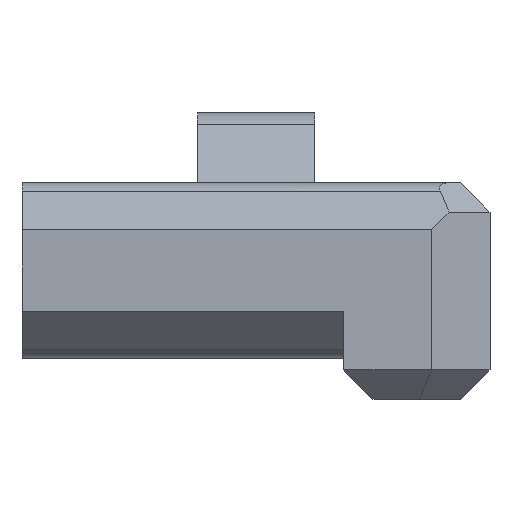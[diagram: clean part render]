
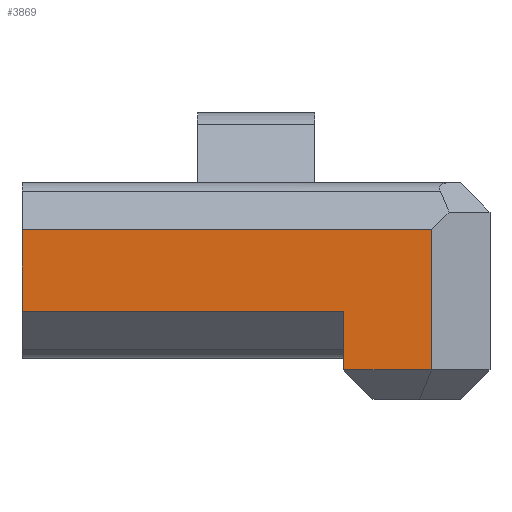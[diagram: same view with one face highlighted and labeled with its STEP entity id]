
A CAD part, left-side view. The second image highlights one B-rep face of the part: STEP entity #3869.
In plain terms, the highlighted planar face has unit normal (-1, 0, 0).
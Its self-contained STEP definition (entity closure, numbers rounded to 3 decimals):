
#55 = PLANE('',#56);
#56 = AXIS2_PLACEMENT_3D('',#57,#58,#59);
#57 = CARTESIAN_POINT('',(10.,40.,-22.));
#58 = DIRECTION('',(0.,1.,0.));
#59 = DIRECTION('',(1.,0.,0.));
#872 = VERTEX_POINT('',#873);
#873 = CARTESIAN_POINT('',(-20.,40.,7.));
#887 = PLANE('',#888);
#888 = AXIS2_PLACEMENT_3D('',#889,#890,#891);
#889 = CARTESIAN_POINT('',(-16.,40.,11.));
#890 = DIRECTION('',(-0.707,0.,0.707));
#891 = DIRECTION('',(0.,-1.,0.));
#899 = EDGE_CURVE('',#900,#872,#902,.T.);
#900 = VERTEX_POINT('',#901);
#901 = CARTESIAN_POINT('',(-20.,40.,-7.));
#902 = SURFACE_CURVE('',#903,(#907,#914),.PCURVE_S1.);
#903 = LINE('',#904,#905);
#904 = CARTESIAN_POINT('',(-20.,40.,-22.));
#905 = VECTOR('',#906,1.);
#906 = DIRECTION('',(0.,0.,1.));
#907 = PCURVE('',#55,#908);
#908 = DEFINITIONAL_REPRESENTATION('',(#909),#913);
#909 = LINE('',#910,#911);
#910 = CARTESIAN_POINT('',(-30.,0.));
#911 = VECTOR('',#912,1.);
#912 = DIRECTION('',(-0.,-1.));
#913 = ( GEOMETRIC_REPRESENTATION_CONTEXT(2) 
PARAMETRIC_REPRESENTATION_CONTEXT() REPRESENTATION_CONTEXT('2D SPACE',''
  ) );
#914 = PCURVE('',#915,#920);
#915 = PLANE('',#916);
#916 = AXIS2_PLACEMENT_3D('',#917,#918,#919);
#917 = CARTESIAN_POINT('',(-20.,40.,-22.));
#918 = DIRECTION('',(-1.,-0.,-0.));
#919 = DIRECTION('',(0.,1.,0.));
#920 = DEFINITIONAL_REPRESENTATION('',(#921),#925);
#921 = LINE('',#922,#923);
#922 = CARTESIAN_POINT('',(-0.,-0.));
#923 = VECTOR('',#924,1.);
#924 = DIRECTION('',(-0.,-1.));
#925 = ( GEOMETRIC_REPRESENTATION_CONTEXT(2) 
PARAMETRIC_REPRESENTATION_CONTEXT() REPRESENTATION_CONTEXT('2D SPACE',''
  ) );
#943 = PLANE('',#944);
#944 = AXIS2_PLACEMENT_3D('',#945,#946,#947);
#945 = CARTESIAN_POINT('',(-16.,-15.,-11.));
#946 = DIRECTION('',(-0.707,-0.,-0.707));
#947 = DIRECTION('',(0.,-1.,0.));
#3821 = EDGE_CURVE('',#872,#3822,#3824,.T.);
#3822 = VERTEX_POINT('',#3823);
#3823 = CARTESIAN_POINT('',(-20.,-30.,7.));
#3824 = SURFACE_CURVE('',#3825,(#3829,#3836),.PCURVE_S1.);
#3825 = LINE('',#3826,#3827);
#3826 = CARTESIAN_POINT('',(-20.,40.,7.));
#3827 = VECTOR('',#3828,1.);
#3828 = DIRECTION('',(-0.,-1.,-0.));
#3829 = PCURVE('',#887,#3830);
#3830 = DEFINITIONAL_REPRESENTATION('',(#3831),#3835);
#3831 = LINE('',#3832,#3833);
#3832 = CARTESIAN_POINT('',(0.,-5.657));
#3833 = VECTOR('',#3834,1.);
#3834 = DIRECTION('',(1.,0.));
#3835 = ( GEOMETRIC_REPRESENTATION_CONTEXT(2) 
PARAMETRIC_REPRESENTATION_CONTEXT() REPRESENTATION_CONTEXT('2D SPACE',''
  ) );
#3836 = PCURVE('',#915,#3837);
#3837 = DEFINITIONAL_REPRESENTATION('',(#3838),#3842);
#3838 = LINE('',#3839,#3840);
#3839 = CARTESIAN_POINT('',(-0.,-29.));
#3840 = VECTOR('',#3841,1.);
#3841 = DIRECTION('',(-1.,0.));
#3842 = ( GEOMETRIC_REPRESENTATION_CONTEXT(2) 
PARAMETRIC_REPRESENTATION_CONTEXT() REPRESENTATION_CONTEXT('2D SPACE',''
  ) );
#3858 = PLANE('',#3859);
#3859 = AXIS2_PLACEMENT_3D('',#3860,#3861,#3862);
#3860 = CARTESIAN_POINT('',(-20.,-30.,-22.));
#3861 = DIRECTION('',(-0.707,-0.707,-0.));
#3862 = DIRECTION('',(-0.707,0.707,0.));
#3869 = ADVANCED_FACE('',(#3870),#915,.T.);
#3870 = FACE_BOUND('',#3871,.F.);
#3871 = EDGE_LOOP('',(#3872,#3895,#3923,#3951,#3974,#3995,#3996));
#3872 = ORIENTED_EDGE('',*,*,#3873,.F.);
#3873 = EDGE_CURVE('',#3874,#3822,#3876,.T.);
#3874 = VERTEX_POINT('',#3875);
#3875 = CARTESIAN_POINT('',(-20.,-30.,-17.));
#3876 = SURFACE_CURVE('',#3877,(#3881,#3888),.PCURVE_S1.);
#3877 = LINE('',#3878,#3879);
#3878 = CARTESIAN_POINT('',(-20.,-30.,-22.));
#3879 = VECTOR('',#3880,1.);
#3880 = DIRECTION('',(0.,0.,1.));
#3881 = PCURVE('',#915,#3882);
#3882 = DEFINITIONAL_REPRESENTATION('',(#3883),#3887);
#3883 = LINE('',#3884,#3885);
#3884 = CARTESIAN_POINT('',(-70.,0.));
#3885 = VECTOR('',#3886,1.);
#3886 = DIRECTION('',(-0.,-1.));
#3887 = ( GEOMETRIC_REPRESENTATION_CONTEXT(2) 
PARAMETRIC_REPRESENTATION_CONTEXT() REPRESENTATION_CONTEXT('2D SPACE',''
  ) );
#3888 = PCURVE('',#3858,#3889);
#3889 = DEFINITIONAL_REPRESENTATION('',(#3890),#3894);
#3890 = LINE('',#3891,#3892);
#3891 = CARTESIAN_POINT('',(-0.,-0.));
#3892 = VECTOR('',#3893,1.);
#3893 = DIRECTION('',(-0.,-1.));
#3894 = ( GEOMETRIC_REPRESENTATION_CONTEXT(2) 
PARAMETRIC_REPRESENTATION_CONTEXT() REPRESENTATION_CONTEXT('2D SPACE',''
  ) );
#3895 = ORIENTED_EDGE('',*,*,#3896,.F.);
#3896 = EDGE_CURVE('',#3897,#3874,#3899,.T.);
#3897 = VERTEX_POINT('',#3898);
#3898 = CARTESIAN_POINT('',(-20.,-15.,-17.));
#3899 = SURFACE_CURVE('',#3900,(#3904,#3911),.PCURVE_S1.);
#3900 = LINE('',#3901,#3902);
#3901 = CARTESIAN_POINT('',(-20.,-15.,-17.));
#3902 = VECTOR('',#3903,1.);
#3903 = DIRECTION('',(-0.,-1.,-0.));
#3904 = PCURVE('',#915,#3905);
#3905 = DEFINITIONAL_REPRESENTATION('',(#3906),#3910);
#3906 = LINE('',#3907,#3908);
#3907 = CARTESIAN_POINT('',(-55.,-5.));
#3908 = VECTOR('',#3909,1.);
#3909 = DIRECTION('',(-1.,0.));
#3910 = ( GEOMETRIC_REPRESENTATION_CONTEXT(2) 
PARAMETRIC_REPRESENTATION_CONTEXT() REPRESENTATION_CONTEXT('2D SPACE',''
  ) );
#3911 = PCURVE('',#3912,#3917);
#3912 = PLANE('',#3913);
#3913 = AXIS2_PLACEMENT_3D('',#3914,#3915,#3916);
#3914 = CARTESIAN_POINT('',(-17.5,-15.,-19.5));
#3915 = DIRECTION('',(0.707,0.,0.707));
#3916 = DIRECTION('',(0.,1.,0.));
#3917 = DEFINITIONAL_REPRESENTATION('',(#3918),#3922);
#3918 = LINE('',#3919,#3920);
#3919 = CARTESIAN_POINT('',(-0.,3.536));
#3920 = VECTOR('',#3921,1.);
#3921 = DIRECTION('',(-1.,0.));
#3922 = ( GEOMETRIC_REPRESENTATION_CONTEXT(2) 
PARAMETRIC_REPRESENTATION_CONTEXT() REPRESENTATION_CONTEXT('2D SPACE',''
  ) );
#3923 = ORIENTED_EDGE('',*,*,#3924,.T.);
#3924 = EDGE_CURVE('',#3897,#3925,#3927,.T.);
#3925 = VERTEX_POINT('',#3926);
#3926 = CARTESIAN_POINT('',(-20.,-15.,-15.));
#3927 = SURFACE_CURVE('',#3928,(#3932,#3939),.PCURVE_S1.);
#3928 = LINE('',#3929,#3930);
#3929 = CARTESIAN_POINT('',(-20.,-15.,-22.));
#3930 = VECTOR('',#3931,1.);
#3931 = DIRECTION('',(0.,0.,1.));
#3932 = PCURVE('',#915,#3933);
#3933 = DEFINITIONAL_REPRESENTATION('',(#3934),#3938);
#3934 = LINE('',#3935,#3936);
#3935 = CARTESIAN_POINT('',(-55.,0.));
#3936 = VECTOR('',#3937,1.);
#3937 = DIRECTION('',(-0.,-1.));
#3938 = ( GEOMETRIC_REPRESENTATION_CONTEXT(2) 
PARAMETRIC_REPRESENTATION_CONTEXT() REPRESENTATION_CONTEXT('2D SPACE',''
  ) );
#3939 = PCURVE('',#3940,#3945);
#3940 = PLANE('',#3941);
#3941 = AXIS2_PLACEMENT_3D('',#3942,#3943,#3944);
#3942 = CARTESIAN_POINT('',(88.88,-15.,-22.));
#3943 = DIRECTION('',(0.,1.,0.));
#3944 = DIRECTION('',(1.,0.,0.));
#3945 = DEFINITIONAL_REPRESENTATION('',(#3946),#3950);
#3946 = LINE('',#3947,#3948);
#3947 = CARTESIAN_POINT('',(-108.88,0.));
#3948 = VECTOR('',#3949,1.);
#3949 = DIRECTION('',(-0.,-1.));
#3950 = ( GEOMETRIC_REPRESENTATION_CONTEXT(2) 
PARAMETRIC_REPRESENTATION_CONTEXT() REPRESENTATION_CONTEXT('2D SPACE',''
  ) );
#3951 = ORIENTED_EDGE('',*,*,#3952,.T.);
#3952 = EDGE_CURVE('',#3925,#3953,#3955,.T.);
#3953 = VERTEX_POINT('',#3954);
#3954 = CARTESIAN_POINT('',(-20.,-15.,-7.));
#3955 = SURFACE_CURVE('',#3956,(#3960,#3967),.PCURVE_S1.);
#3956 = LINE('',#3957,#3958);
#3957 = CARTESIAN_POINT('',(-20.,-15.,-22.));
#3958 = VECTOR('',#3959,1.);
#3959 = DIRECTION('',(0.,0.,1.));
#3960 = PCURVE('',#915,#3961);
#3961 = DEFINITIONAL_REPRESENTATION('',(#3962),#3966);
#3962 = LINE('',#3963,#3964);
#3963 = CARTESIAN_POINT('',(-55.,0.));
#3964 = VECTOR('',#3965,1.);
#3965 = DIRECTION('',(-0.,-1.));
#3966 = ( GEOMETRIC_REPRESENTATION_CONTEXT(2) 
PARAMETRIC_REPRESENTATION_CONTEXT() REPRESENTATION_CONTEXT('2D SPACE',''
  ) );
#3967 = PCURVE('',#3940,#3968);
#3968 = DEFINITIONAL_REPRESENTATION('',(#3969),#3973);
#3969 = LINE('',#3970,#3971);
#3970 = CARTESIAN_POINT('',(-108.88,0.));
#3971 = VECTOR('',#3972,1.);
#3972 = DIRECTION('',(-0.,-1.));
#3973 = ( GEOMETRIC_REPRESENTATION_CONTEXT(2) 
PARAMETRIC_REPRESENTATION_CONTEXT() REPRESENTATION_CONTEXT('2D SPACE',''
  ) );
#3974 = ORIENTED_EDGE('',*,*,#3975,.T.);
#3975 = EDGE_CURVE('',#3953,#900,#3976,.T.);
#3976 = SURFACE_CURVE('',#3977,(#3981,#3988),.PCURVE_S1.);
#3977 = LINE('',#3978,#3979);
#3978 = CARTESIAN_POINT('',(-20.,-15.,-7.));
#3979 = VECTOR('',#3980,1.);
#3980 = DIRECTION('',(0.,1.,0.));
#3981 = PCURVE('',#915,#3982);
#3982 = DEFINITIONAL_REPRESENTATION('',(#3983),#3987);
#3983 = LINE('',#3984,#3985);
#3984 = CARTESIAN_POINT('',(-55.,-15.));
#3985 = VECTOR('',#3986,1.);
#3986 = DIRECTION('',(1.,-0.));
#3987 = ( GEOMETRIC_REPRESENTATION_CONTEXT(2) 
PARAMETRIC_REPRESENTATION_CONTEXT() REPRESENTATION_CONTEXT('2D SPACE',''
  ) );
#3988 = PCURVE('',#943,#3989);
#3989 = DEFINITIONAL_REPRESENTATION('',(#3990),#3994);
#3990 = LINE('',#3991,#3992);
#3991 = CARTESIAN_POINT('',(-0.,5.657));
#3992 = VECTOR('',#3993,1.);
#3993 = DIRECTION('',(-1.,0.));
#3994 = ( GEOMETRIC_REPRESENTATION_CONTEXT(2) 
PARAMETRIC_REPRESENTATION_CONTEXT() REPRESENTATION_CONTEXT('2D SPACE',''
  ) );
#3995 = ORIENTED_EDGE('',*,*,#899,.T.);
#3996 = ORIENTED_EDGE('',*,*,#3821,.T.);
